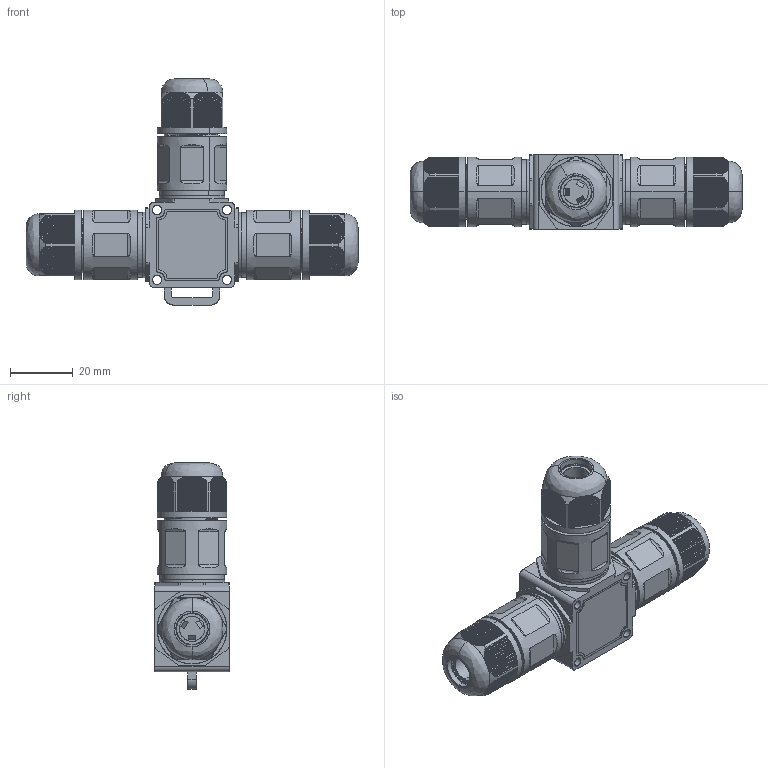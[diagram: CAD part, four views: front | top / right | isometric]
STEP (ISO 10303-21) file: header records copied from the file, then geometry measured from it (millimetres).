
FILE_DESCRIPTION(('FreeCAD Model'),'2;1');
FILE_NAME('Open CASCADE Shape Model','2025-05-05T05:30:30',('FreeCAD'),( 'FreeCAD'),'Open CASCADE STEP processor 7.6','FreeCAD','Unknown');
FILE_SCHEMA(('AUTOMOTIVE_DESIGN { 1 0 10303 214 1 1 1 1 }'));
Products named in the file (1): Open CASCADE STEP translator 7.6 1
Bounding box: 106.12 x 23.83 x 72.29 mm (x, y, z)
Surface area: 34283 mm2 (no closed solid volume)
Topology: 0 solids, 2956 shells, 2956 faces, 23853 edges, 23853 vertices
Faces by surface type: bspline 2956
Entity records: 231706 total; most frequent: CARTESIAN_POINT 121251, ORIENTED_EDGE 23853, EDGE_CURVE 23853, VERTEX_POINT 23853, B_SPLINE_CURVE_WITH_KNOTS 21813, FACE_BOUND 3033, EDGE_LOOP 3033, SHELL_BASED_SURFACE_MODEL 2956
